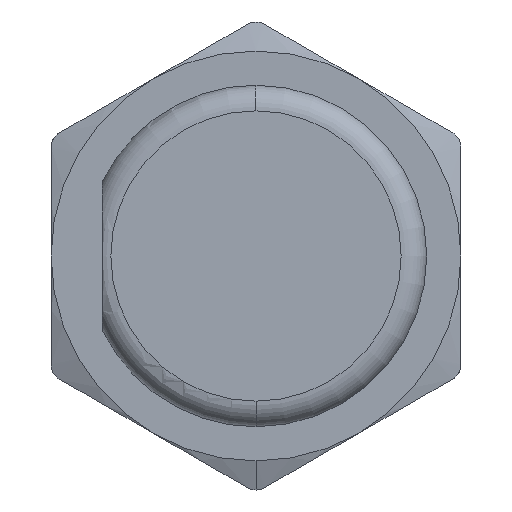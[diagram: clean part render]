
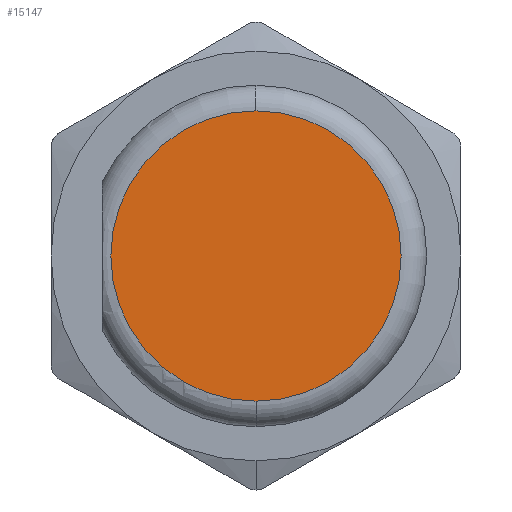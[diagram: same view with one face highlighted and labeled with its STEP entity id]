
A CAD part, left-side view. The second image highlights one B-rep face of the part: STEP entity #15147.
In plain terms, the highlighted face is planar.
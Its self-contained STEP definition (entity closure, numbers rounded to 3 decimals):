
#873 = PLANE ( 'NONE',  #8524 ) ;
#927 = DIRECTION ( 'NONE',  ( 0., 0., 1. ) ) ;
#1218 = DIRECTION ( 'NONE',  ( -1., 0., 0. ) ) ;
#1501 = VERTEX_POINT ( 'NONE', #7705 ) ;
#2459 = EDGE_LOOP ( 'NONE', ( #18008, #27737 ) ) ;
#5643 = DIRECTION ( 'NONE',  ( 0., 0., 1. ) ) ;
#7624 = VERTEX_POINT ( 'NONE', #9664 ) ;
#7699 = CIRCLE ( 'NONE', #17628, 8.5 ) ;
#7705 = CARTESIAN_POINT ( 'NONE',  ( 7.5, 0., -8.5 ) ) ;
#8524 = AXIS2_PLACEMENT_3D ( 'NONE', #27547, #25465, #16065 ) ;
#9664 = CARTESIAN_POINT ( 'NONE',  ( 7.5, 0., 8.5 ) ) ;
#14144 = FACE_OUTER_BOUND ( 'NONE', #2459, .T. ) ;
#14166 = AXIS2_PLACEMENT_3D ( 'NONE', #18924, #22803, #5643 ) ;
#14266 = EDGE_CURVE ( 'NONE', #1501, #7624, #26875, .T. ) ;
#15147 = ADVANCED_FACE ( 'NONE', ( #14144 ), #873, .T. ) ;
#16065 = DIRECTION ( 'NONE',  ( 0., 0., -1. ) ) ;
#17628 = AXIS2_PLACEMENT_3D ( 'NONE', #25520, #1218, #927 ) ;
#18008 = ORIENTED_EDGE ( 'NONE', *, *, #23374, .F. ) ;
#18924 = CARTESIAN_POINT ( 'NONE',  ( 7.5, 0., 0. ) ) ;
#22803 = DIRECTION ( 'NONE',  ( -1., 0., 0. ) ) ;
#23374 = EDGE_CURVE ( 'NONE', #7624, #1501, #7699, .T. ) ;
#25465 = DIRECTION ( 'NONE',  ( 1., 0., 0. ) ) ;
#25520 = CARTESIAN_POINT ( 'NONE',  ( 7.5, 0., 0. ) ) ;
#26875 = CIRCLE ( 'NONE', #14166, 8.5 ) ;
#27547 = CARTESIAN_POINT ( 'NONE',  ( 7.5, 8.5, 0. ) ) ;
#27737 = ORIENTED_EDGE ( 'NONE', *, *, #14266, .F. ) ;
